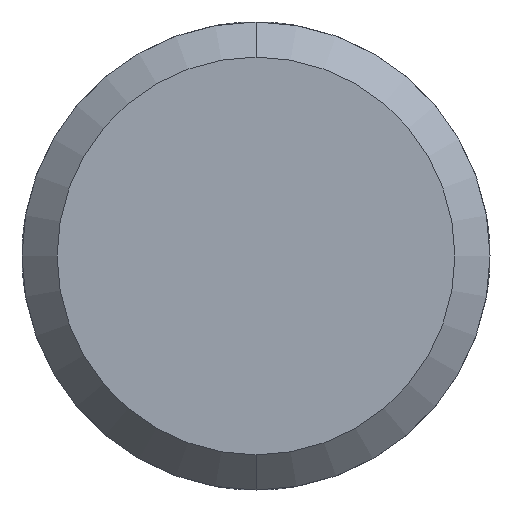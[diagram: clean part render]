
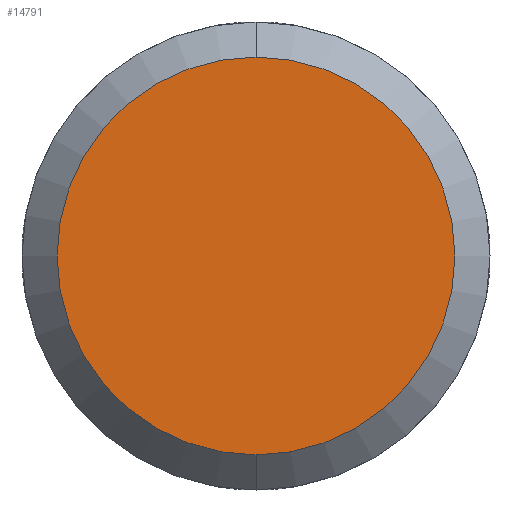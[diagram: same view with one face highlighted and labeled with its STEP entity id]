
A CAD part, front view. The second image highlights one B-rep face of the part: STEP entity #14791.
In plain terms, the highlighted planar face has unit normal (0, -1, 0).
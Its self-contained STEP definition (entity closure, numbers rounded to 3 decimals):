
#1509 = CARTESIAN_POINT ( 'NONE',  ( 0., 0., -8.5 ) ) ;
#1633 = ORIENTED_EDGE ( 'NONE', *, *, #53618, .T. ) ;
#6412 = CARTESIAN_POINT ( 'NONE',  ( 0., 0., 8.5 ) ) ;
#10856 = DIRECTION ( 'NONE',  ( 0., -1., 0. ) ) ;
#10862 = DIRECTION ( 'NONE',  ( 0., -1., 0. ) ) ;
#11261 = CIRCLE ( 'NONE', #36726, 8.5 ) ;
#14791 = ADVANCED_FACE ( 'NONE', ( #24085 ), #41361, .F. ) ;
#16002 = EDGE_CURVE ( 'NONE', #33690, #32426, #25973, .T. ) ;
#16107 = DIRECTION ( 'NONE',  ( 0., 1., 0. ) ) ;
#24033 = DIRECTION ( 'NONE',  ( 0., 0., 1. ) ) ;
#24085 = FACE_OUTER_BOUND ( 'NONE', #39513, .T. ) ;
#24312 = ORIENTED_EDGE ( 'NONE', *, *, #16002, .T. ) ;
#25973 = CIRCLE ( 'NONE', #40944, 8.5 ) ;
#30386 = AXIS2_PLACEMENT_3D ( 'NONE', #36979, #16107, #33122 ) ;
#31474 = DIRECTION ( 'NONE',  ( 0., 0., 1. ) ) ;
#32426 = VERTEX_POINT ( 'NONE', #6412 ) ;
#33122 = DIRECTION ( 'NONE',  ( 0., 0., 1. ) ) ;
#33690 = VERTEX_POINT ( 'NONE', #1509 ) ;
#36726 = AXIS2_PLACEMENT_3D ( 'NONE', #44098, #10862, #31474 ) ;
#36979 = CARTESIAN_POINT ( 'NONE',  ( 0., 0., 0. ) ) ;
#39513 = EDGE_LOOP ( 'NONE', ( #1633, #24312 ) ) ;
#39986 = CARTESIAN_POINT ( 'NONE',  ( 0., 0., 0. ) ) ;
#40944 = AXIS2_PLACEMENT_3D ( 'NONE', #39986, #10856, #24033 ) ;
#41361 = PLANE ( 'NONE',  #30386 ) ;
#44098 = CARTESIAN_POINT ( 'NONE',  ( 0., 0., 0. ) ) ;
#53618 = EDGE_CURVE ( 'NONE', #32426, #33690, #11261, .T. ) ;
